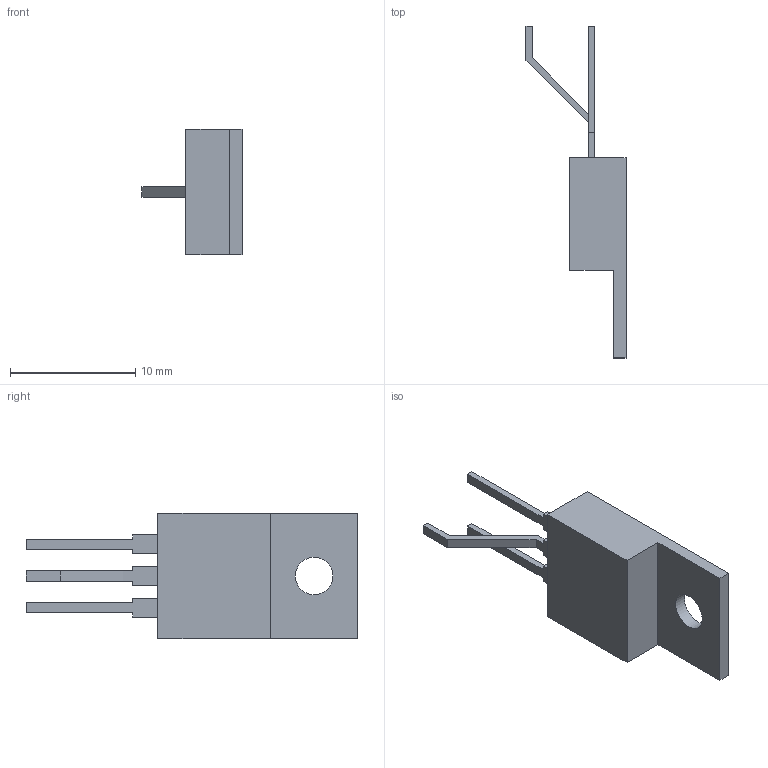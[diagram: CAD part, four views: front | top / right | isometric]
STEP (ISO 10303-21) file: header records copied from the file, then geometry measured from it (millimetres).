
FILE_DESCRIPTION(('STEP AP203'), '1');
FILE_NAME('to-220-cooling', '', ('UNSPECIFIED'), ('UNSPECIFIED'), 'ASCON STEP Converter 1.3', 'ASCON Math Kernel', '');
FILE_SCHEMA(('CONFIG_CONTROL_DESIGN'));
Length unit declared in the file: millimetre
Bounding box: 8 x 26.54 x 10 mm (x, y, z)
Volume: 483.5 mm3; surface area: 596.3 mm2
Topology: 1 solids, 1 shells, 40 faces, 105 edges, 70 vertices
Faces by surface type: plane 39, cylinder 1
Full cylindrical faces by diameter (mm): 3 x1
Entity records: 1574 total; most frequent: CARTESIAN_POINT 215, ORIENTED_EDGE 208, DIRECTION 188, EDGE_CURVE 104, LINE 102, VECTOR 102, VERTEX_POINT 70, EDGE_LOOP 46
